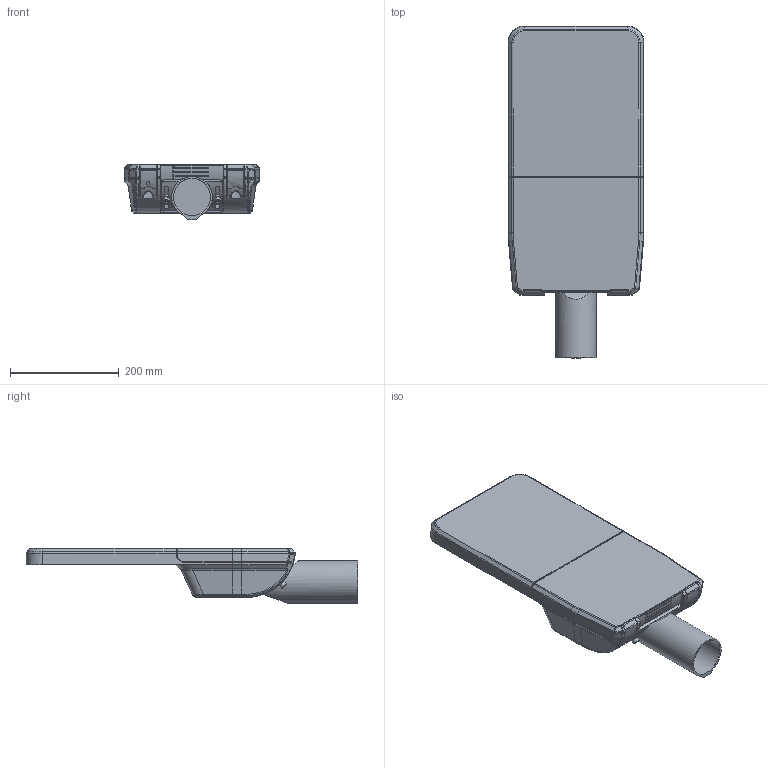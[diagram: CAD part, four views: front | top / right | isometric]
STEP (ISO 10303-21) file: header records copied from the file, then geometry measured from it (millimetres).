
FILE_DESCRIPTION (( 'STEP AP214' ), '1' );
FILE_NAME ('SL_FLEX_MD.STEP', '2022-07-22T11:04:20', ( '' ), ( '' ), 'SwSTEP 2.0', 'SolidWorks 2020', '' );
FILE_SCHEMA (( 'AUTOMOTIVE_DESIGN' ));
Length unit declared in the file: millimetre
Products named in the file (1): SL_FLEX_MD
Bounding box: 250 x 611.01 x 101.44 mm (x, y, z)
Volume: 4367235.8 mm3; surface area: 902782.6 mm2
Topology: 38 solids, 38 shells, 3140 faces, 7794 edges, 4996 vertices
Faces by surface type: plane 1723, cylinder 615, bspline 556, torus 138, cone 92, sphere 16
Full cylindrical faces by diameter (mm): 2.5 x2, 3.5 x12, 3.8 x4, 4 x48, 6 x2, 6.485 x1, 7.208 x1, 7.4 x12, 8 x2, 9.4 x12, 10.826 x1, 12.272 x1, 12.5 x2, 15.165 x1, 17.384 x1, 19.555 x1, 23.18 x1, 68.39 x1
Entity records: 120723 total; most frequent: CARTESIAN_POINT 52902, ORIENTED_EDGE 14742, DIRECTION 11954, EDGE_CURVE 7371, VERTEX_POINT 4831, VECTOR 4118, LINE 4118, AXIS2_PLACEMENT_3D 3918
